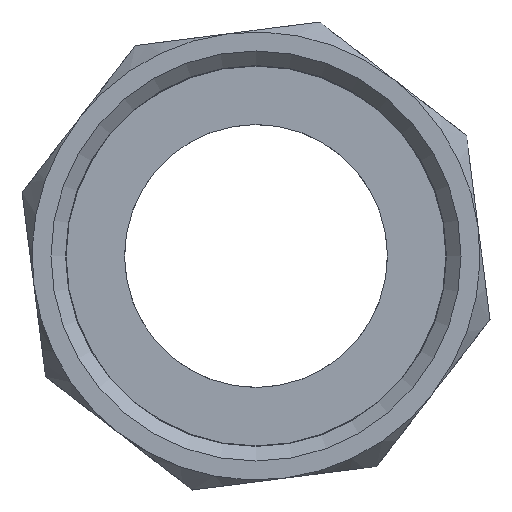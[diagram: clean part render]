
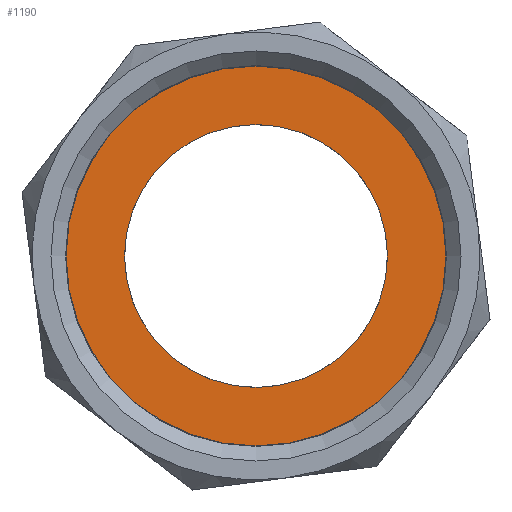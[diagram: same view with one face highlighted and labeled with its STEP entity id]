
A CAD part, left-side view. The second image highlights one B-rep face of the part: STEP entity #1190.
In plain terms, the highlighted planar face has unit normal (-1, 0, 0).
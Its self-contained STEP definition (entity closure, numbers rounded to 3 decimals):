
#49=FACE_BOUND('',#280,.T.);
#56=PLANE('',#1335);
#207=FACE_OUTER_BOUND('',#279,.T.);
#279=EDGE_LOOP('',(#893,#894));
#280=EDGE_LOOP('',(#895,#896));
#393=CIRCLE('',#1336,19.5);
#394=CIRCLE('',#1337,19.5);
#395=CIRCLE('',#1338,13.5);
#396=CIRCLE('',#1339,13.5);
#508=VERTEX_POINT('',#2008);
#509=VERTEX_POINT('',#2009);
#510=VERTEX_POINT('',#2012);
#511=VERTEX_POINT('',#2013);
#651=EDGE_CURVE('',#508,#509,#393,.T.);
#652=EDGE_CURVE('',#509,#508,#394,.T.);
#653=EDGE_CURVE('',#510,#511,#395,.T.);
#654=EDGE_CURVE('',#511,#510,#396,.T.);
#893=ORIENTED_EDGE('',*,*,#651,.F.);
#894=ORIENTED_EDGE('',*,*,#652,.F.);
#895=ORIENTED_EDGE('',*,*,#653,.T.);
#896=ORIENTED_EDGE('',*,*,#654,.T.);
#1190=ADVANCED_FACE('',(#207,#49),#56,.T.);
#1335=AXIS2_PLACEMENT_3D('',#2007,#1607,#1608);
#1336=AXIS2_PLACEMENT_3D('',#2010,#1609,#1610);
#1337=AXIS2_PLACEMENT_3D('',#2011,#1611,#1612);
#1338=AXIS2_PLACEMENT_3D('',#2014,#1613,#1614);
#1339=AXIS2_PLACEMENT_3D('',#2015,#1615,#1616);
#1607=DIRECTION('center_axis',(-1.,0.,0.));
#1608=DIRECTION('ref_axis',(0.,0.,
1.));
#1609=DIRECTION('center_axis',(1.,0.,0.));
#1610=DIRECTION('ref_axis',(0.,0.,
-1.));
#1611=DIRECTION('center_axis',(1.,0.,0.));
#1612=DIRECTION('ref_axis',(0.,0.,
-1.));
#1613=DIRECTION('center_axis',(1.,0.,0.));
#1614=DIRECTION('ref_axis',(0.,0.,
-1.));
#1615=DIRECTION('center_axis',(1.,0.,0.));
#1616=DIRECTION('ref_axis',(0.,0.,
-1.));
#2007=CARTESIAN_POINT('Origin',(-48.8,0.,-16.5));
#2008=CARTESIAN_POINT('',(-48.8,0.,-19.5));
#2009=CARTESIAN_POINT('',(-48.8,0.,19.5));
#2010=CARTESIAN_POINT('Origin',(-48.8,0.,0.));
#2011=CARTESIAN_POINT('Origin',(-48.8,0.,0.));
#2012=CARTESIAN_POINT('',(-48.8,0.,-13.5));
#2013=CARTESIAN_POINT('',(-48.8,0.,13.5));
#2014=CARTESIAN_POINT('Origin',(-48.8,0.,0.));
#2015=CARTESIAN_POINT('Origin',(-48.8,0.,0.));
